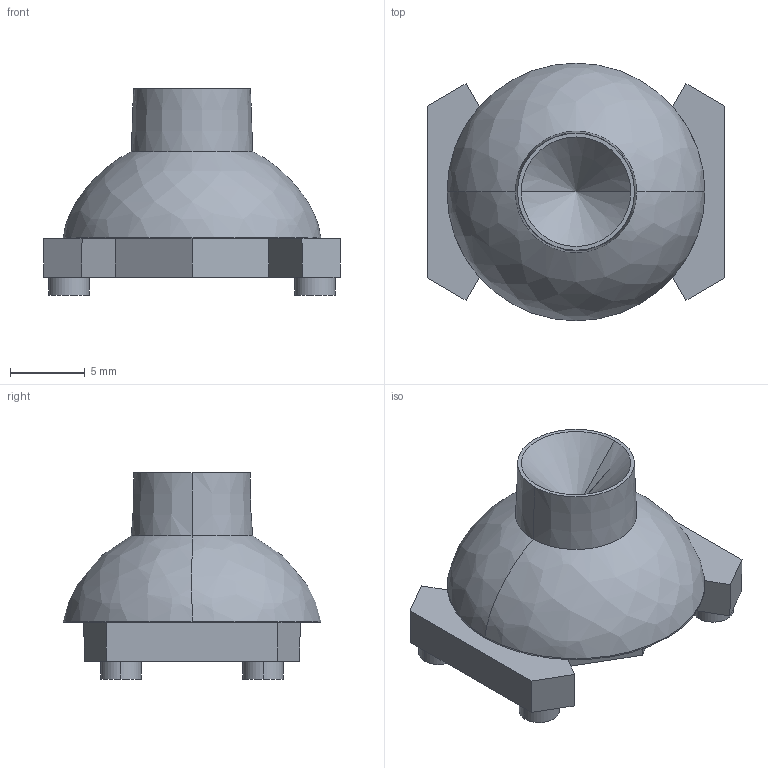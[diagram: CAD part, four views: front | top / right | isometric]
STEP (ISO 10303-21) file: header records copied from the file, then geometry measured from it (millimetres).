
FILE_DESCRIPTION (( 'STEP AP214' ), '1' );
FILE_NAME ('10071_60364_sideEmitterModified.STEP', '2015-06-11T11:38:51', ( '' ), ( '' ), 'SwSTEP 2.0', 'SolidWorks 2014', '' );
FILE_SCHEMA (( 'AUTOMOTIVE_DESIGN' ));
Length unit declared in the file: millimetre
Products named in the file (1): 10071_60364_sideEmitterModified
Bounding box: 19.9 x 17.23 x 13.81 mm (x, y, z)
Volume: 1331.6 mm3; surface area: 1286.1 mm2
Topology: 1 solids, 1 shells, 71 faces, 170 edges, 104 vertices
Faces by surface type: plane 33, cylinder 18, bspline 10, cone 10
Entity records: 2197 total; most frequent: CARTESIAN_POINT 568, ORIENTED_EDGE 332, DIRECTION 330, EDGE_CURVE 166, AXIS2_PLACEMENT_3D 120, VERTEX_POINT 104, VECTOR 90, LINE 90
